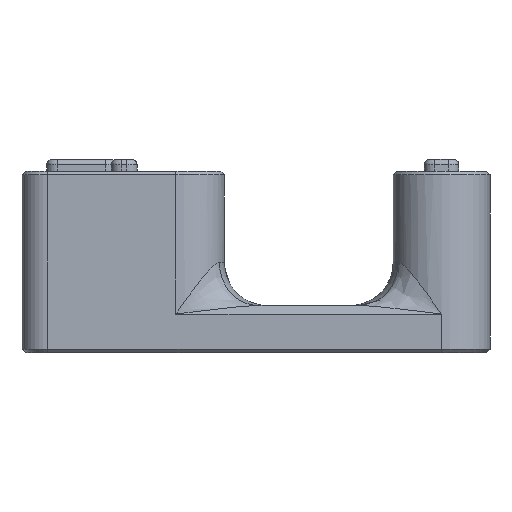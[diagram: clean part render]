
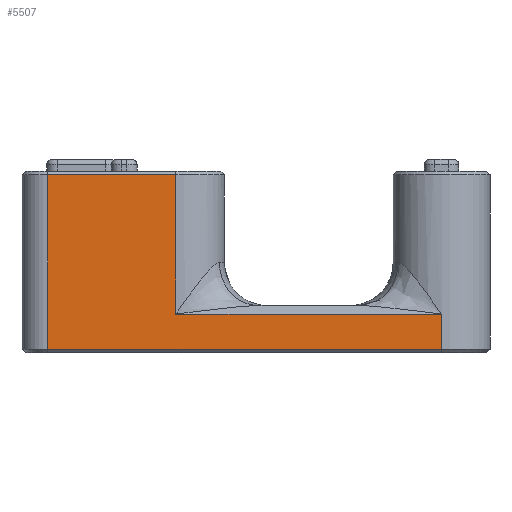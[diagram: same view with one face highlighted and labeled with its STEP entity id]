
A CAD part, left-side view. The second image highlights one B-rep face of the part: STEP entity #5507.
In plain terms, the highlighted planar face has unit normal (-1, 0, 0).
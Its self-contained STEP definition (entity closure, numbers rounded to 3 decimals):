
#843=FACE_OUTER_BOUND('',#1217,.T.);
#1217=EDGE_LOOP('',(#4137,#4138,#4139,#4140,#4141,#4142));
#1535=LINE('',#8259,#1935);
#1571=LINE('',#8668,#1971);
#1583=LINE('',#9614,#1983);
#1603=LINE('',#9689,#2003);
#1613=LINE('',#9713,#2013);
#1614=LINE('',#9715,#2014);
#1935=VECTOR('',#6564,10.);
#1971=VECTOR('',#6716,10.);
#1983=VECTOR('',#6842,10.);
#2003=VECTOR('',#6926,10.);
#2013=VECTOR('',#6956,10.);
#2014=VECTOR('',#6959,10.);
#2340=VERTEX_POINT('',#8249);
#2342=VERTEX_POINT('',#8255);
#2393=VERTEX_POINT('',#8450);
#2399=VERTEX_POINT('',#8655);
#2462=VERTEX_POINT('',#9686);
#2463=VERTEX_POINT('',#9688);
#2854=EDGE_CURVE('',#2340,#2342,#1535,.T.);
#2935=EDGE_CURVE('',#2399,#2393,#1571,.T.);
#3017=EDGE_CURVE('',#2340,#2393,#1583,.T.);
#3053=EDGE_CURVE('',#2462,#2463,#1603,.T.);
#3066=EDGE_CURVE('',#2399,#2463,#1613,.T.);
#3067=EDGE_CURVE('',#2342,#2462,#1614,.T.);
#4137=ORIENTED_EDGE('',*,*,#2854,.F.);
#4138=ORIENTED_EDGE('',*,*,#3017,.T.);
#4139=ORIENTED_EDGE('',*,*,#2935,.F.);
#4140=ORIENTED_EDGE('',*,*,#3066,.T.);
#4141=ORIENTED_EDGE('',*,*,#3053,.F.);
#4142=ORIENTED_EDGE('',*,*,#3067,.F.);
#5317=PLANE('',#5978);
#5507=ADVANCED_FACE('',(#843),#5317,.T.);
#5978=AXIS2_PLACEMENT_3D('',#9714,#6957,#6958);
#6564=DIRECTION('',(0.,1.,0.));
#6716=DIRECTION('',(0.,-1.,0.));
#6842=DIRECTION('',(0.,0.,1.));
#6926=DIRECTION('',(0.,-1.,0.));
#6956=DIRECTION('',(0.,0.,1.));
#6957=DIRECTION('center_axis',(-1.,0.,0.));
#6958=DIRECTION('ref_axis',(0.,1.,0.));
#6959=DIRECTION('',(0.,0.,1.));
#8249=CARTESIAN_POINT('',(-43.15,-15.5,0.4));
#8255=CARTESIAN_POINT('',(-43.15,30.45,0.4));
#8259=CARTESIAN_POINT('',(-43.15,7.75,0.4));
#8450=CARTESIAN_POINT('',(-43.15,-15.5,4.5));
#8655=CARTESIAN_POINT('',(-43.15,15.5,4.5));
#8668=CARTESIAN_POINT('',(-43.15,7.75,4.5));
#9614=CARTESIAN_POINT('',(-43.15,-15.5,0.));
#9686=CARTESIAN_POINT('',(-43.15,30.45,20.75));
#9688=CARTESIAN_POINT('',(-43.15,15.5,20.75));
#9689=CARTESIAN_POINT('',(-43.15,15.5,20.75));
#9713=CARTESIAN_POINT('',(-43.15,15.5,0.));
#9714=CARTESIAN_POINT('Origin',(-43.15,15.5,21.15));
#9715=CARTESIAN_POINT('',(-43.15,30.45,21.15));
